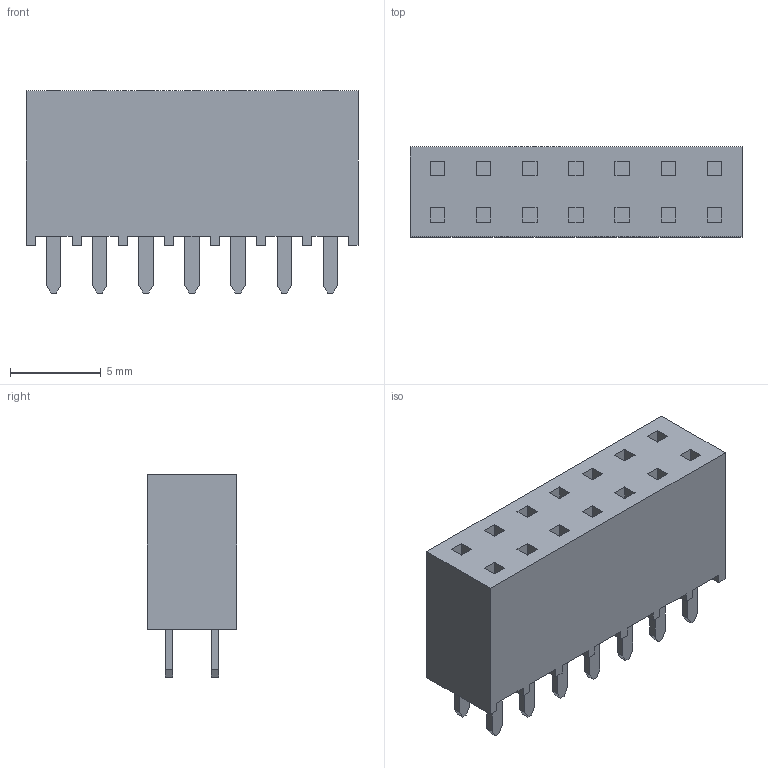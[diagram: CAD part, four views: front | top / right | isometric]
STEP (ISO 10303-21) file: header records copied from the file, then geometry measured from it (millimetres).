
FILE_DESCRIPTION(/* description */ (''),/* implementation_level */ '2;1');
FILE_NAME(/* name */ 'SAMTEC_SSW-107-01-G-D.stp',/* time_stamp */ '2016-03-10T09:59:32+01:00',/* author */ ('riccim'),/* organization */ (''),/* preprocessor_version */ 'ST-DEVELOPER v15.5',/* originating_system */ 'AutoCAD Mechanical',/* authorisation */ ' ');
FILE_SCHEMA (('AUTOMOTIVE_DESIGN { 1 0 10303 214 3 1 1 }'));
Length unit declared in the file: millimetre
Products named in the file (1): Product
Bounding box: 18.29 x 4.95 x 11.15 mm (x, y, z)
Volume: 688.5 mm3; surface area: 1173.2 mm2
Topology: 2 solids, 2 shells, 194 faces, 528 edges, 352 vertices
Faces by surface type: plane 194
Entity records: 6086 total; most frequent: CARTESIAN_POINT 1075, ORIENTED_EDGE 1056, DIRECTION 918, LINE 528, VECTOR 528, EDGE_CURVE 528, VERTEX_POINT 352, EDGE_LOOP 236
